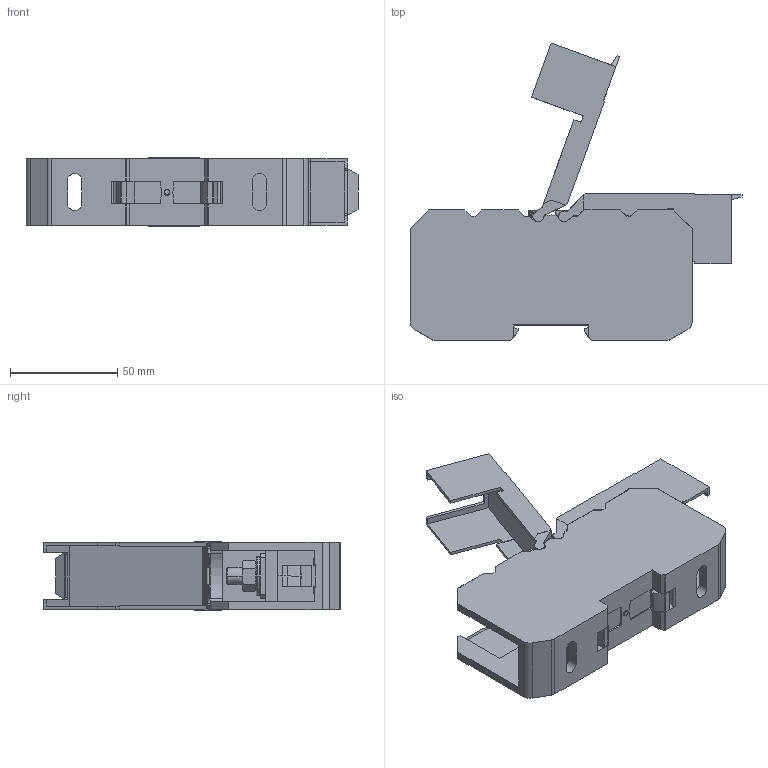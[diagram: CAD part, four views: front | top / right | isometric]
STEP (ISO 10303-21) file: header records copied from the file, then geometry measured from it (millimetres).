
FILE_DESCRIPTION (( 'STEP AP203' ), '1' );
FILE_NAME ('70 mm2 Baralý Klemens.STEP', '2020-03-20T06:49:18', ( '' ), ( '' ), 'SwSTEP 2.0', 'SolidWorks 2011', '' );
FILE_SCHEMA (( 'CONFIG_CONTROL_DESIGN' ));
Length unit declared in the file: millimetre
Products named in the file (1): 70 mm2 Baralý Klemens
Bounding box: 154.75 x 138.82 x 31.7 mm (x, y, z)
Volume: 141480.5 mm3; surface area: 60570.7 mm2
Topology: 1 solids, 5 shells, 804 faces, 2293 edges, 1498 vertices
Faces by surface type: plane 456, cylinder 235, bspline 60, cone 45, torus 8
Entity records: 30833 total; most frequent: CARTESIAN_POINT 11003, ORIENTED_EDGE 4586, DIRECTION 3427, EDGE_CURVE 2293, VECTOR 1507, LINE 1507, VERTEX_POINT 1498, AXIS2_PLACEMENT_3D 960
